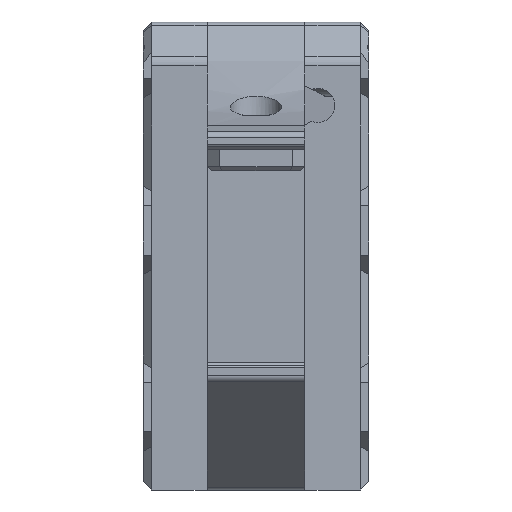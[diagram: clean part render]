
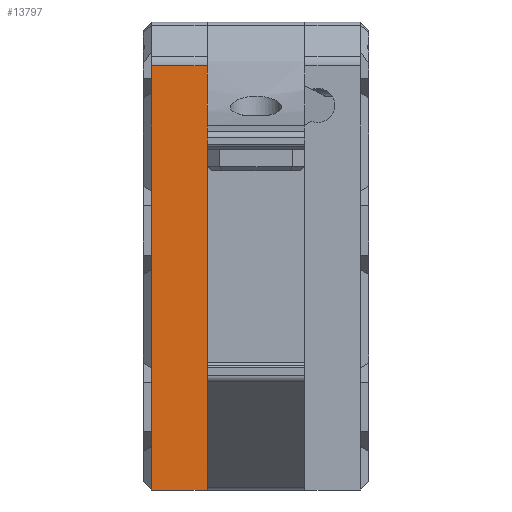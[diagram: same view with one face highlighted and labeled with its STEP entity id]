
A CAD part, left-side view. The second image highlights one B-rep face of the part: STEP entity #13797.
In plain terms, the highlighted planar face has unit normal (-1, 0, 0).
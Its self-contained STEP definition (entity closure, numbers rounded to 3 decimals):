
#1099=FACE_OUTER_BOUND('',#1921,.T.);
#1921=EDGE_LOOP('',(#12148,#12149,#12150,#12151,#12152,#12153,#12154,#12155,
#12156));
#3105=LINE('',#21105,#4828);
#3114=LINE('',#21124,#4837);
#3138=LINE('',#21209,#4861);
#3154=LINE('',#21241,#4877);
#3587=LINE('',#22104,#5310);
#3588=LINE('',#22105,#5311);
#3589=LINE('',#22107,#5312);
#3606=LINE('',#22188,#5329);
#3607=LINE('',#22198,#5330);
#4828=VECTOR('',#17198,10.);
#4837=VECTOR('',#17213,10.);
#4861=VECTOR('',#17271,10.);
#4877=VECTOR('',#17291,10.);
#5310=VECTOR('',#18052,10.);
#5311=VECTOR('',#18053,10.);
#5312=VECTOR('',#18054,10.);
#5329=VECTOR('',#18155,10.);
#5330=VECTOR('',#18166,10.);
#6280=VERTEX_POINT('',#21101);
#6282=VERTEX_POINT('',#21104);
#6287=VERTEX_POINT('',#21120);
#6289=VERTEX_POINT('',#21123);
#6308=VERTEX_POINT('',#21206);
#6309=VERTEX_POINT('',#21208);
#6323=VERTEX_POINT('',#21240);
#6590=VERTEX_POINT('',#22106);
#6612=VERTEX_POINT('',#22186);
#7953=EDGE_CURVE('',#6282,#6280,#3105,.T.);
#7962=EDGE_CURVE('',#6289,#6287,#3114,.T.);
#7994=EDGE_CURVE('',#6309,#6308,#3138,.T.);
#8010=EDGE_CURVE('',#6323,#6309,#3154,.T.);
#8444=EDGE_CURVE('',#6323,#6287,#3587,.T.);
#8445=EDGE_CURVE('',#6289,#6280,#3588,.T.);
#8446=EDGE_CURVE('',#6282,#6590,#3589,.T.);
#8478=EDGE_CURVE('',#6308,#6612,#3606,.T.);
#8483=EDGE_CURVE('',#6612,#6590,#3607,.T.);
#12148=ORIENTED_EDGE('',*,*,#7953,.T.);
#12149=ORIENTED_EDGE('',*,*,#8445,.F.);
#12150=ORIENTED_EDGE('',*,*,#7962,.T.);
#12151=ORIENTED_EDGE('',*,*,#8444,.F.);
#12152=ORIENTED_EDGE('',*,*,#8010,.T.);
#12153=ORIENTED_EDGE('',*,*,#7994,.T.);
#12154=ORIENTED_EDGE('',*,*,#8478,.T.);
#12155=ORIENTED_EDGE('',*,*,#8483,.T.);
#12156=ORIENTED_EDGE('',*,*,#8446,.F.);
#13074=PLANE('',#14764);
#13797=ADVANCED_FACE('',(#1099),#13074,.F.);
#14764=AXIS2_PLACEMENT_3D('',#22199,#18167,#18168);
#17198=DIRECTION('',(0.,-1.,0.));
#17213=DIRECTION('',(0.,-1.,0.));
#17271=DIRECTION('',(0.,0.,1.));
#17291=DIRECTION('',(0.,-1.,0.));
#18052=DIRECTION('',(0.,1.,0.));
#18053=DIRECTION('',(0.,1.,0.));
#18054=DIRECTION('',(0.,1.,0.));
#18155=DIRECTION('',(0.,1.,0.));
#18166=DIRECTION('',(0.,0.,-1.));
#18167=DIRECTION('center_axis',(1.,0.,0.));
#18168=DIRECTION('ref_axis',(0.,1.,0.));
#21101=CARTESIAN_POINT('',(0.,70.238,-36.));
#21104=CARTESIAN_POINT('',(0.,93.332,-36.));
#21105=CARTESIAN_POINT('',(0.,27.5,-36.));
#21120=CARTESIAN_POINT('',(0.,28.688,-36.));
#21123=CARTESIAN_POINT('',(0.,51.782,-36.));
#21124=CARTESIAN_POINT('',(0.,27.5,-36.));
#21206=CARTESIAN_POINT('',(0.,0.,-23.));
#21208=CARTESIAN_POINT('',(0.,0.,-36.));
#21209=CARTESIAN_POINT('',(0.,0.,-38.));
#21240=CARTESIAN_POINT('',(0.,10.232,-36.));
#21241=CARTESIAN_POINT('',(0.,27.5,-36.));
#22104=CARTESIAN_POINT('',(0.,49.673,-36.));
#22105=CARTESIAN_POINT('',(0.,49.673,-36.));
#22106=CARTESIAN_POINT('',(0.,99.757,-36.));
#22107=CARTESIAN_POINT('',(0.,49.673,-36.));
#22186=CARTESIAN_POINT('',(0.,99.757,-23.));
#22188=CARTESIAN_POINT('',(0.,110.,-23.));
#22198=CARTESIAN_POINT('',(0.,99.757,-38.));
#22199=CARTESIAN_POINT('Origin',(0.,0.,-38.));
